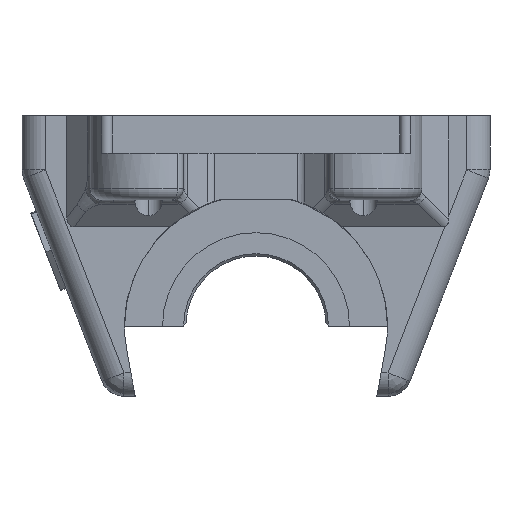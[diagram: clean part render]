
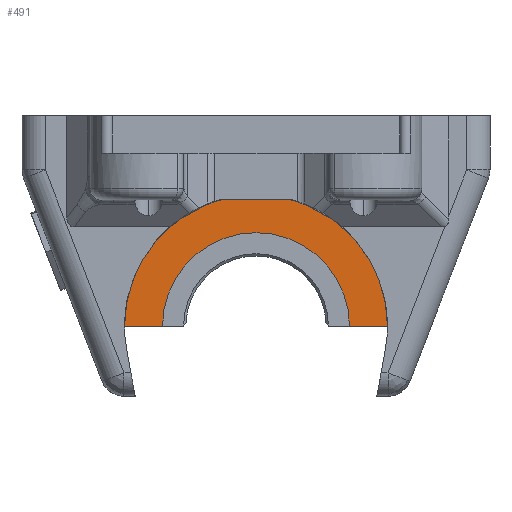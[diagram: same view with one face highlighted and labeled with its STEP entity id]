
A CAD part, front view. The second image highlights one B-rep face of the part: STEP entity #491.
In plain terms, the highlighted planar face has unit normal (0, -1, 0).
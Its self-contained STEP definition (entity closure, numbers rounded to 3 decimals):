
#41 = EDGE_CURVE ( 'NONE', #652, #309, #6840, .T. ) ;
#309 = VERTEX_POINT ( 'NONE', #11219 ) ;
#491 = ADVANCED_FACE ( 'NONE', ( #8549 ), #3459, .F. ) ;
#549 = DIRECTION ( 'NONE',  ( 0., 1., 0. ) ) ;
#652 = VERTEX_POINT ( 'NONE', #8605 ) ;
#682 = LINE ( 'NONE', #12061, #979 ) ;
#979 = VECTOR ( 'NONE', #10131, 1000. ) ;
#1061 = AXIS2_PLACEMENT_3D ( 'NONE', #10415, #549, #3382 ) ;
#1381 = VERTEX_POINT ( 'NONE', #1669 ) ;
#1569 = EDGE_CURVE ( 'NONE', #9115, #1381, #682, .T. ) ;
#1669 = CARTESIAN_POINT ( 'NONE',  ( -11.25, -1.851, 31.502 ) ) ;
#1940 = AXIS2_PLACEMENT_3D ( 'NONE', #4719, #11643, #2734 ) ;
#2252 = CARTESIAN_POINT ( 'NONE',  ( 6., -1.851, 31.502 ) ) ;
#2519 = CARTESIAN_POINT ( 'NONE',  ( 0., -1.851, 39.374 ) ) ;
#2558 = ORIENTED_EDGE ( 'NONE', *, *, #5525, .F. ) ;
#2734 = DIRECTION ( 'NONE',  ( 0., 0., -1. ) ) ;
#3382 = DIRECTION ( 'NONE',  ( 0., 0., -1. ) ) ;
#3459 = PLANE ( 'NONE',  #7872 ) ;
#4719 = CARTESIAN_POINT ( 'NONE',  ( 0., -1.851, 31.5 ) ) ;
#4962 = VECTOR ( 'NONE', #8371, 1000. ) ;
#5010 = ORIENTED_EDGE ( 'NONE', *, *, #41, .F. ) ;
#5525 = EDGE_CURVE ( 'NONE', #1381, #652, #11857, .T. ) ;
#6522 = CARTESIAN_POINT ( 'NONE',  ( -8., -1.851, 31.502 ) ) ;
#6840 = LINE ( 'NONE', #2252, #4962 ) ;
#7872 = AXIS2_PLACEMENT_3D ( 'NONE', #2519, #11571, #8387 ) ;
#8371 = DIRECTION ( 'NONE',  ( -1., 0., 0. ) ) ;
#8387 = DIRECTION ( 'NONE',  ( 0., 0., 1. ) ) ;
#8549 = FACE_OUTER_BOUND ( 'NONE', #9846, .T. ) ;
#8605 = CARTESIAN_POINT ( 'NONE',  ( 11.25, -1.851, 31.502 ) ) ;
#9115 = VERTEX_POINT ( 'NONE', #6522 ) ;
#9291 = CIRCLE ( 'NONE', #1940, 8. ) ;
#9846 = EDGE_LOOP ( 'NONE', ( #11205, #12851, #5010, #2558 ) ) ;
#10131 = DIRECTION ( 'NONE',  ( -1., 0., 0. ) ) ;
#10262 = EDGE_CURVE ( 'NONE', #9115, #309, #9291, .T. ) ;
#10415 = CARTESIAN_POINT ( 'NONE',  ( 0., -1.851, 31.5 ) ) ;
#11205 = ORIENTED_EDGE ( 'NONE', *, *, #1569, .F. ) ;
#11219 = CARTESIAN_POINT ( 'NONE',  ( 8., -1.851, 31.502 ) ) ;
#11571 = DIRECTION ( 'NONE',  ( 0., 1., 0. ) ) ;
#11643 = DIRECTION ( 'NONE',  ( 0., 1., 0. ) ) ;
#11857 = CIRCLE ( 'NONE', #1061, 11.25 ) ;
#12061 = CARTESIAN_POINT ( 'NONE',  ( 0., -1.851, 31.502 ) ) ;
#12851 = ORIENTED_EDGE ( 'NONE', *, *, #10262, .T. ) ;
